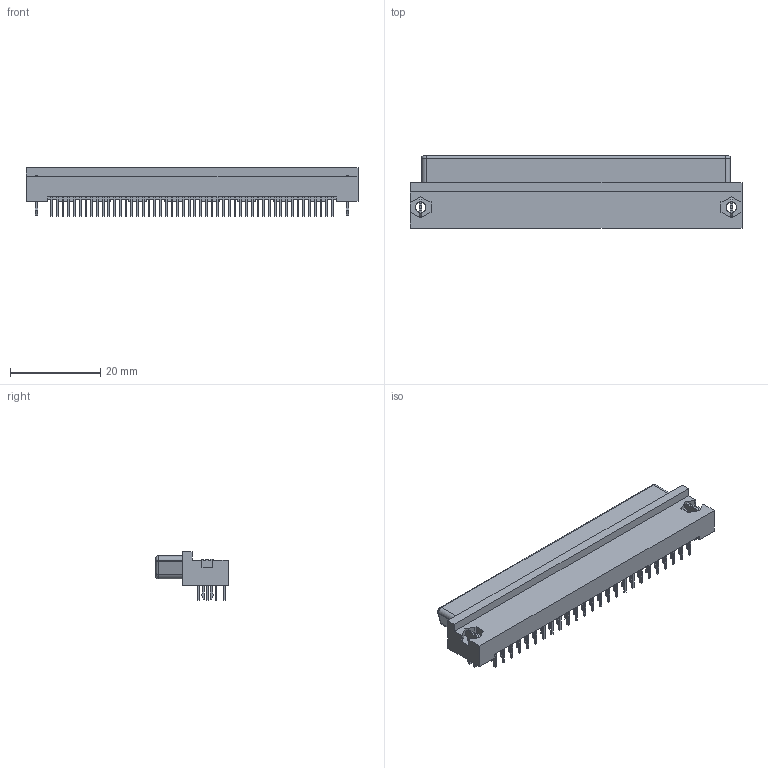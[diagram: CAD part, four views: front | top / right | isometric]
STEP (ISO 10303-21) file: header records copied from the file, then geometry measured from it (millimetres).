
FILE_DESCRIPTION(('CoCreate Modeling STEP Export'),'2;1');
FILE_NAME('FX2-100S-1.27DSL.stp','2010-01-21T14:17:19',(''),(''),'CoCreate Modeling STEP processor for AP214 (Solid Model)','CoCreate Modeling 16.00B 02-Dec-2008 (C) Parametric Technology GmbH','');
FILE_SCHEMA(('AUTOMOTIVE_DESIGN { 1 0 10303 214 1 1 1 1 }'));
Length unit declared in the file: millimetre
Products named in the file (1): FX2-100S-1.27DSL
Bounding box: 73.55 x 16 x 10.8 mm (x, y, z)
Volume: 5263.8 mm3; surface area: 5046.3 mm2
Topology: 1 solids, 1 shells, 676 faces, 1749 edges, 1173 vertices
Faces by surface type: plane 648, cylinder 24, torus 4
Entity records: 19301 total; most frequent: CARTESIAN_POINT 4501, ORIENTED_EDGE 3498, DIRECTION 2207, EDGE_CURVE 1749, VERTEX_POINT 1173, B_SPLINE_CURVE_WITH_KNOTS 856, VECTOR 845, LINE 845
